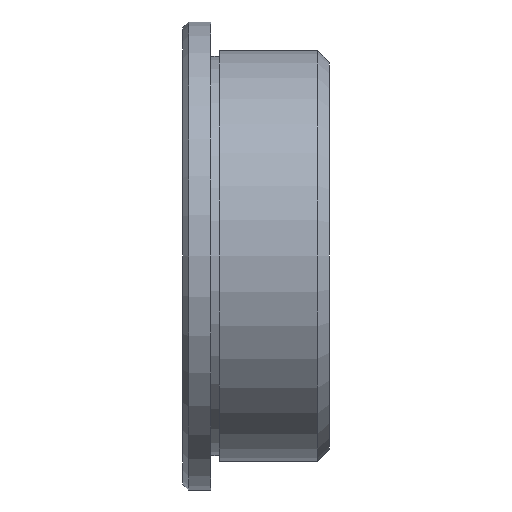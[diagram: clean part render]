
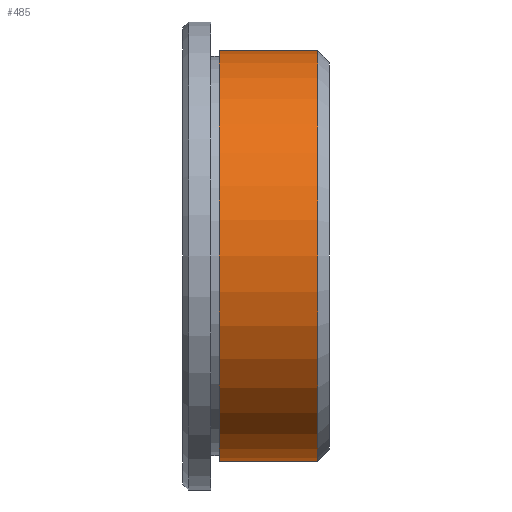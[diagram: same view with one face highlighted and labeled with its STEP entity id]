
A CAD part, left-side view. The second image highlights one B-rep face of the part: STEP entity #485.
In plain terms, the highlighted cylindrical face has radius 7 mm (diameter 14 mm), a partial arc.
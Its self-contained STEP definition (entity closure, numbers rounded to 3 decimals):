
#185 = CARTESIAN_POINT ( 'NONE',  ( 0., 0.4, -7. ) ) ;
#201 = DIRECTION ( 'NONE',  ( 0., -1., 0. ) ) ;
#326 = EDGE_CURVE ( 'NONE', #2359, #708, #1268, .T. ) ;
#485 = ADVANCED_FACE ( 'NONE', ( #2072 ), #492, .T. ) ;
#487 = CARTESIAN_POINT ( 'NONE',  ( 0., 3.75, -7. ) ) ;
#492 = CYLINDRICAL_SURFACE ( 'NONE', #1124, 7. ) ;
#556 = CARTESIAN_POINT ( 'NONE',  ( 0., 3.75, 7. ) ) ;
#568 = CARTESIAN_POINT ( 'NONE',  ( 0., 4.05, -7. ) ) ;
#576 = DIRECTION ( 'NONE',  ( 0., 1., 0. ) ) ;
#670 = DIRECTION ( 'NONE',  ( 0., -1., 0. ) ) ;
#679 = ORIENTED_EDGE ( 'NONE', *, *, #768, .F. ) ;
#708 = VERTEX_POINT ( 'NONE', #185 ) ;
#768 = EDGE_CURVE ( 'NONE', #2359, #1986, #1459, .T. ) ;
#866 = ORIENTED_EDGE ( 'NONE', *, *, #2111, .T. ) ;
#938 = DIRECTION ( 'NONE',  ( 0., 0., 1. ) ) ;
#1098 = CARTESIAN_POINT ( 'NONE',  ( 0., 4.05, 7. ) ) ;
#1124 = AXIS2_PLACEMENT_3D ( 'NONE', #1577, #670, #1953 ) ;
#1180 = VECTOR ( 'NONE', #1440, 1000. ) ;
#1238 = VECTOR ( 'NONE', #201, 1000. ) ;
#1268 = LINE ( 'NONE', #568, #1238 ) ;
#1327 = ORIENTED_EDGE ( 'NONE', *, *, #2024, .F. ) ;
#1440 = DIRECTION ( 'NONE',  ( 0., -1., 0. ) ) ;
#1459 = CIRCLE ( 'NONE', #1912, 7. ) ;
#1577 = CARTESIAN_POINT ( 'NONE',  ( 0., 4.05, 0. ) ) ;
#1631 = DIRECTION ( 'NONE',  ( 0., 0., 1. ) ) ;
#1657 = LINE ( 'NONE', #1098, #1180 ) ;
#1673 = CARTESIAN_POINT ( 'NONE',  ( 0., 0.4, 0. ) ) ;
#1815 = VERTEX_POINT ( 'NONE', #1966 ) ;
#1912 = AXIS2_PLACEMENT_3D ( 'NONE', #2220, #2360, #1631 ) ;
#1953 = DIRECTION ( 'NONE',  ( 0., 0., -1. ) ) ;
#1966 = CARTESIAN_POINT ( 'NONE',  ( 0., 0.4, 7. ) ) ;
#1986 = VERTEX_POINT ( 'NONE', #556 ) ;
#2024 = EDGE_CURVE ( 'NONE', #1986, #1815, #1657, .T. ) ;
#2072 = FACE_OUTER_BOUND ( 'NONE', #2221, .T. ) ;
#2092 = AXIS2_PLACEMENT_3D ( 'NONE', #1673, #576, #938 ) ;
#2108 = CIRCLE ( 'NONE', #2092, 7. ) ;
#2111 = EDGE_CURVE ( 'NONE', #708, #1815, #2108, .T. ) ;
#2204 = ORIENTED_EDGE ( 'NONE', *, *, #326, .T. ) ;
#2220 = CARTESIAN_POINT ( 'NONE',  ( 0., 3.75, 0. ) ) ;
#2221 = EDGE_LOOP ( 'NONE', ( #1327, #679, #2204, #866 ) ) ;
#2359 = VERTEX_POINT ( 'NONE', #487 ) ;
#2360 = DIRECTION ( 'NONE',  ( 0., 1., 0. ) ) ;
